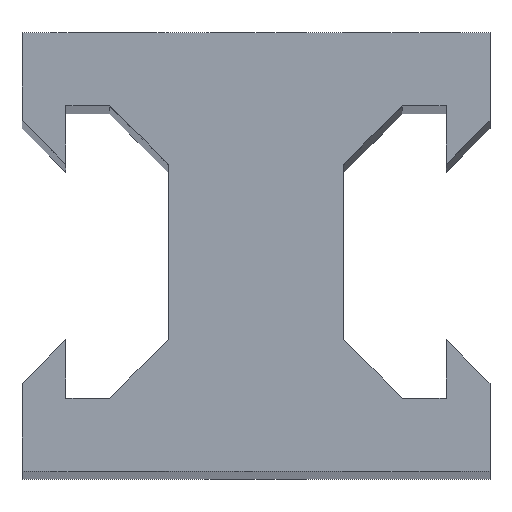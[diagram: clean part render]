
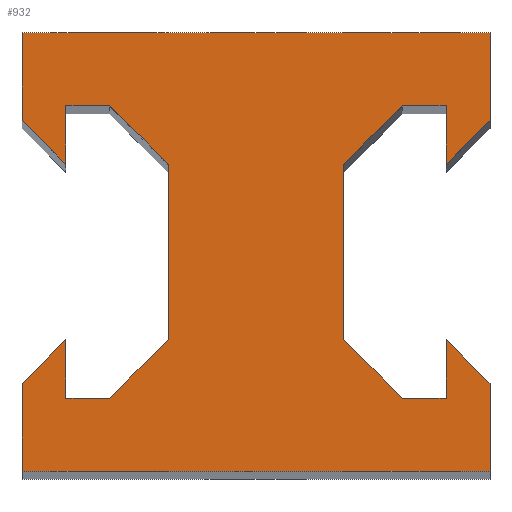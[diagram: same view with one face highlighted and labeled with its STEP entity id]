
A CAD part, top view. The second image highlights one B-rep face of the part: STEP entity #932.
In plain terms, the highlighted planar face has unit normal (0, 0, 1).
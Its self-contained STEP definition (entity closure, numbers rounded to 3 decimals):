
#58=PLANE('',#1020);
#102=FACE_OUTER_BOUND('',#150,.T.);
#150=EDGE_LOOP('',(#849,#850,#851,#852,#853,#854,#855,#856,#857,#858,#859,
#860,#861,#862,#863,#864,#865,#866,#867,#868,#869,#870,#871,#872));
#186=LINE('',#1358,#290);
#191=LINE('',#1368,#295);
#195=LINE('',#1376,#299);
#209=LINE('',#1404,#313);
#220=LINE('',#1425,#324);
#233=LINE('',#1459,#337);
#238=LINE('',#1470,#342);
#241=LINE('',#1477,#345);
#251=LINE('',#1492,#355);
#253=LINE('',#1496,#357);
#254=LINE('',#1498,#358);
#255=LINE('',#1501,#359);
#258=LINE('',#1507,#362);
#261=LINE('',#1512,#365);
#262=LINE('',#1514,#366);
#263=LINE('',#1516,#367);
#265=LINE('',#1520,#369);
#267=LINE('',#1524,#371);
#269=LINE('',#1528,#373);
#271=LINE('',#1532,#375);
#272=LINE('',#1534,#376);
#274=LINE('',#1538,#378);
#275=LINE('',#1540,#379);
#276=LINE('',#1541,#380);
#290=VECTOR('',#1100,10.);
#295=VECTOR('',#1109,10.);
#299=VECTOR('',#1117,10.);
#313=VECTOR('',#1141,10.);
#324=VECTOR('',#1160,10.);
#337=VECTOR('',#1193,10.);
#342=VECTOR('',#1200,10.);
#345=VECTOR('',#1205,10.);
#355=VECTOR('',#1219,10.);
#357=VECTOR('',#1223,10.);
#358=VECTOR('',#1226,10.);
#359=VECTOR('',#1229,10.);
#362=VECTOR('',#1234,10.);
#365=VECTOR('',#1239,10.);
#366=VECTOR('',#1242,10.);
#367=VECTOR('',#1245,10.);
#369=VECTOR('',#1249,10.);
#371=VECTOR('',#1253,10.);
#373=VECTOR('',#1257,10.);
#375=VECTOR('',#1261,10.);
#376=VECTOR('',#1264,10.);
#378=VECTOR('',#1268,10.);
#379=VECTOR('',#1271,10.);
#380=VECTOR('',#1272,10.);
#429=VERTEX_POINT('',#1355);
#430=VERTEX_POINT('',#1357);
#433=VERTEX_POINT('',#1367);
#435=VERTEX_POINT('',#1375);
#443=VERTEX_POINT('',#1401);
#444=VERTEX_POINT('',#1403);
#449=VERTEX_POINT('',#1422);
#450=VERTEX_POINT('',#1424);
#458=VERTEX_POINT('',#1452);
#461=VERTEX_POINT('',#1457);
#463=VERTEX_POINT('',#1462);
#466=VERTEX_POINT('',#1468);
#469=VERTEX_POINT('',#1476);
#472=VERTEX_POINT('',#1490);
#473=VERTEX_POINT('',#1494);
#474=VERTEX_POINT('',#1500);
#475=VERTEX_POINT('',#1504);
#476=VERTEX_POINT('',#1506);
#477=VERTEX_POINT('',#1510);
#478=VERTEX_POINT('',#1518);
#479=VERTEX_POINT('',#1522);
#480=VERTEX_POINT('',#1526);
#481=VERTEX_POINT('',#1530);
#482=VERTEX_POINT('',#1536);
#522=EDGE_CURVE('',#430,#429,#186,.T.);
#527=EDGE_CURVE('',#433,#430,#191,.T.);
#531=EDGE_CURVE('',#435,#433,#195,.T.);
#545=EDGE_CURVE('',#444,#443,#209,.T.);
#556=EDGE_CURVE('',#450,#449,#220,.T.);
#573=EDGE_CURVE('',#458,#461,#233,.T.);
#578=EDGE_CURVE('',#463,#466,#238,.T.);
#581=EDGE_CURVE('',#469,#458,#241,.T.);
#591=EDGE_CURVE('',#449,#472,#251,.T.);
#593=EDGE_CURVE('',#472,#473,#253,.T.);
#594=EDGE_CURVE('',#473,#444,#254,.T.);
#595=EDGE_CURVE('',#474,#450,#255,.T.);
#598=EDGE_CURVE('',#476,#475,#258,.T.);
#601=EDGE_CURVE('',#475,#477,#261,.T.);
#602=EDGE_CURVE('',#477,#474,#262,.T.);
#603=EDGE_CURVE('',#429,#469,#263,.T.);
#605=EDGE_CURVE('',#466,#478,#265,.T.);
#607=EDGE_CURVE('',#478,#479,#267,.T.);
#609=EDGE_CURVE('',#479,#480,#269,.T.);
#611=EDGE_CURVE('',#480,#481,#271,.T.);
#612=EDGE_CURVE('',#481,#435,#272,.T.);
#614=EDGE_CURVE('',#443,#482,#274,.T.);
#615=EDGE_CURVE('',#461,#476,#275,.T.);
#616=EDGE_CURVE('',#463,#482,#276,.T.);
#849=ORIENTED_EDGE('',*,*,#581,.T.);
#850=ORIENTED_EDGE('',*,*,#573,.T.);
#851=ORIENTED_EDGE('',*,*,#615,.T.);
#852=ORIENTED_EDGE('',*,*,#598,.T.);
#853=ORIENTED_EDGE('',*,*,#601,.T.);
#854=ORIENTED_EDGE('',*,*,#602,.T.);
#855=ORIENTED_EDGE('',*,*,#595,.T.);
#856=ORIENTED_EDGE('',*,*,#556,.T.);
#857=ORIENTED_EDGE('',*,*,#591,.T.);
#858=ORIENTED_EDGE('',*,*,#593,.T.);
#859=ORIENTED_EDGE('',*,*,#594,.T.);
#860=ORIENTED_EDGE('',*,*,#545,.T.);
#861=ORIENTED_EDGE('',*,*,#614,.T.);
#862=ORIENTED_EDGE('',*,*,#616,.F.);
#863=ORIENTED_EDGE('',*,*,#578,.T.);
#864=ORIENTED_EDGE('',*,*,#605,.T.);
#865=ORIENTED_EDGE('',*,*,#607,.T.);
#866=ORIENTED_EDGE('',*,*,#609,.T.);
#867=ORIENTED_EDGE('',*,*,#611,.T.);
#868=ORIENTED_EDGE('',*,*,#612,.T.);
#869=ORIENTED_EDGE('',*,*,#531,.T.);
#870=ORIENTED_EDGE('',*,*,#527,.T.);
#871=ORIENTED_EDGE('',*,*,#522,.T.);
#872=ORIENTED_EDGE('',*,*,#603,.T.);
#932=ADVANCED_FACE('',(#102),#58,.T.);
#1020=AXIS2_PLACEMENT_3D('',#1539,#1269,#1270);
#1100=DIRECTION('',(0.,1.,0.));
#1109=DIRECTION('',(-1.,0.,0.));
#1117=DIRECTION('',(-0.707,-0.707,0.));
#1141=DIRECTION('',(0.707,0.707,0.));
#1160=DIRECTION('',(0.,1.,0.));
#1193=DIRECTION('',(1.,0.,0.));
#1200=DIRECTION('',(0.,-1.,0.));
#1205=DIRECTION('',(0.,-1.,0.));
#1219=DIRECTION('',(0.707,0.707,0.));
#1223=DIRECTION('',(1.,0.,0.));
#1226=DIRECTION('',(0.,-1.,0.));
#1229=DIRECTION('',(-0.707,0.707,0.));
#1234=DIRECTION('',(-0.707,0.707,0.));
#1239=DIRECTION('',(0.,-1.,0.));
#1242=DIRECTION('',(-1.,0.,0.));
#1245=DIRECTION('',(-0.707,-0.707,0.));
#1249=DIRECTION('',(0.707,-0.707,0.));
#1253=DIRECTION('',(0.,1.,0.));
#1257=DIRECTION('',(1.,0.,0.));
#1261=DIRECTION('',(0.707,-0.707,0.));
#1264=DIRECTION('',(0.,-1.,0.));
#1268=DIRECTION('',(0.,1.,0.));
#1269=DIRECTION('center_axis',(0.,0.,1.));
#1270=DIRECTION('ref_axis',(0.,-1.,0.));
#1271=DIRECTION('',(0.,1.,0.));
#1272=DIRECTION('',(1.,0.,0.));
#1355=CARTESIAN_POINT('',(10.5,4.5,150.));
#1357=CARTESIAN_POINT('',(10.5,2.5,150.));
#1358=CARTESIAN_POINT('',(10.5,7.25,150.));
#1367=CARTESIAN_POINT('',(12.,2.5,150.));
#1368=CARTESIAN_POINT('',(5.25,2.5,150.));
#1375=CARTESIAN_POINT('',(14.,4.5,150.));
#1376=CARTESIAN_POINT('',(10.875,1.375,150.));
#1401=CARTESIAN_POINT('',(25.,12.,150.));
#1403=CARTESIAN_POINT('',(23.5,10.5,150.));
#1404=CARTESIAN_POINT('',(18.25,5.25,150.));
#1422=CARTESIAN_POINT('',(20.,10.5,150.));
#1424=CARTESIAN_POINT('',(20.,4.5,150.));
#1425=CARTESIAN_POINT('',(20.,10.25,150.));
#1452=CARTESIAN_POINT('',(9.,0.,150.));
#1457=CARTESIAN_POINT('',(25.,0.,150.));
#1459=CARTESIAN_POINT('',(0.,0.,150.));
#1462=CARTESIAN_POINT('',(9.,15.,150.));
#1468=CARTESIAN_POINT('',(9.,12.,150.));
#1470=CARTESIAN_POINT('',(9.,5.,150.));
#1476=CARTESIAN_POINT('',(9.,3.,150.));
#1477=CARTESIAN_POINT('',(9.,5.,150.));
#1490=CARTESIAN_POINT('',(22.,12.5,150.));
#1492=CARTESIAN_POINT('',(15.875,6.375,150.));
#1494=CARTESIAN_POINT('',(23.5,12.5,150.));
#1496=CARTESIAN_POINT('',(11.75,12.5,150.));
#1498=CARTESIAN_POINT('',(23.5,10.25,150.));
#1500=CARTESIAN_POINT('',(22.,2.5,150.));
#1501=CARTESIAN_POINT('',(13.625,10.875,150.));
#1504=CARTESIAN_POINT('',(23.5,4.5,150.));
#1506=CARTESIAN_POINT('',(25.,3.,150.));
#1507=CARTESIAN_POINT('',(16.25,11.75,150.));
#1510=CARTESIAN_POINT('',(23.5,2.5,150.));
#1512=CARTESIAN_POINT('',(23.5,6.25,150.));
#1514=CARTESIAN_POINT('',(11.,2.5,150.));
#1516=CARTESIAN_POINT('',(8.5,2.5,150.));
#1518=CARTESIAN_POINT('',(10.5,10.5,150.));
#1520=CARTESIAN_POINT('',(8.,13.,150.));
#1522=CARTESIAN_POINT('',(10.5,12.5,150.));
#1524=CARTESIAN_POINT('',(10.5,11.25,150.));
#1526=CARTESIAN_POINT('',(12.,12.5,150.));
#1528=CARTESIAN_POINT('',(6.,12.5,150.));
#1530=CARTESIAN_POINT('',(14.,10.5,150.));
#1532=CARTESIAN_POINT('',(10.625,13.875,150.));
#1534=CARTESIAN_POINT('',(14.,7.25,150.));
#1536=CARTESIAN_POINT('',(25.,15.,150.));
#1538=CARTESIAN_POINT('',(25.,10.,150.));
#1539=CARTESIAN_POINT('Origin',(0.,10.,150.));
#1540=CARTESIAN_POINT('',(25.,10.,150.));
#1541=CARTESIAN_POINT('',(0.,15.,150.));
